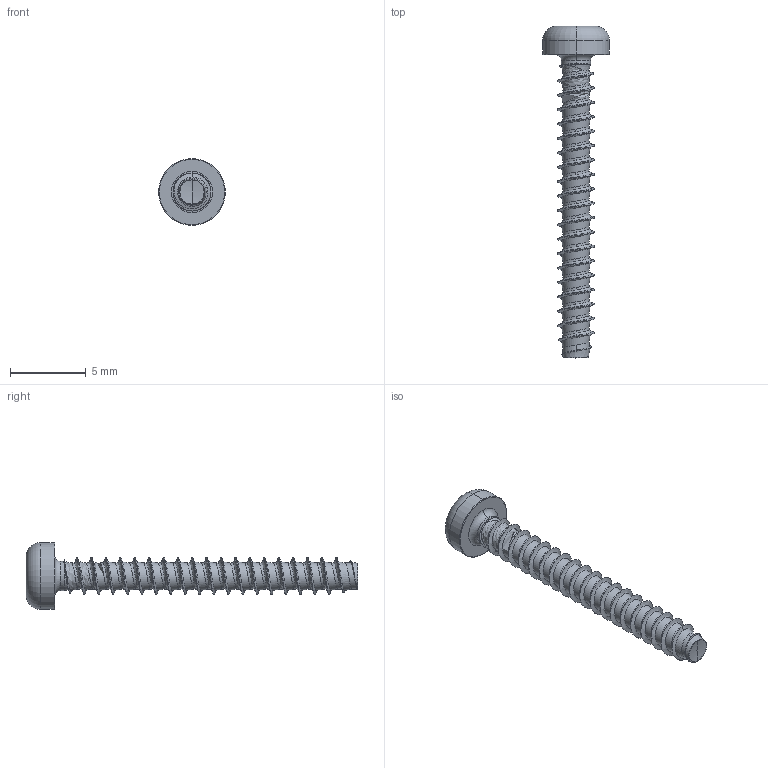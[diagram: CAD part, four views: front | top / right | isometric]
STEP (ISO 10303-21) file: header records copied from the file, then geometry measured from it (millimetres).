
FILE_DESCRIPTION (( 'STEP AP203' ), '1' );
FILE_NAME ('STP390250200.STEP', '2017-08-15T19:21:31', ( '' ), ( '' ), 'SwSTEP 2.0', 'SolidWorks 2015', '' );
FILE_SCHEMA (( 'CONFIG_CONTROL_DESIGN' ));
Length unit declared in the file: millimetre
Products named in the file (1): STP390250200
Bounding box: 4.4 x 21.9 x 4.4 mm (x, y, z)
Volume: 78 mm3; surface area: 239.2 mm2
Topology: 1 solids, 1 shells, 121 faces, 313 edges, 194 vertices
Faces by surface type: cylinder 65, bspline 35, cone 11, torus 6, sphere 2, plane 2
Entity records: 31984 total; most frequent: CARTESIAN_POINT 29451, ORIENTED_EDGE 622, DIRECTION 368, EDGE_CURVE 311, VERTEX_POINT 194, AXIS2_PLACEMENT_3D 144, B_SPLINE_CURVE_WITH_KNOTS 133, EDGE_LOOP 123
